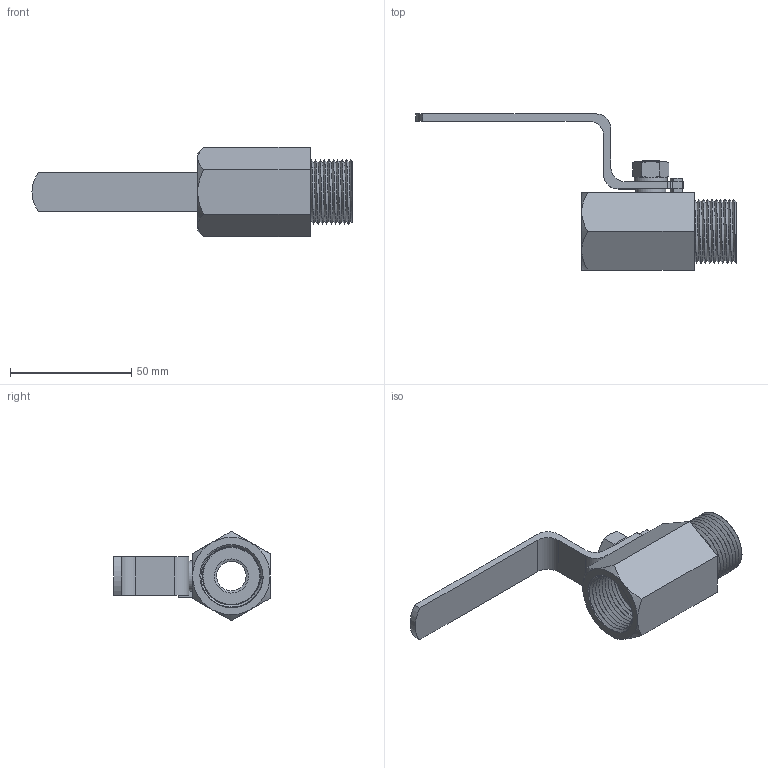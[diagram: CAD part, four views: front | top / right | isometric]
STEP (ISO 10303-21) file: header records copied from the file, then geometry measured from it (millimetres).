
FILE_DESCRIPTION(/* description */ ('Unknown'),/* implementation_level */ '2;1');
FILE_NAME(/* name */ 'R-594 DN20',/* time_stamp */ '2020-09-09T08:58:43+08:00',/* author */ ('Unknown'),/* organization */ ('Unknown'),/* preprocessor_version */ 'ST-DEVELOPER v16.7',/* originating_system */ 'DEX',/* authorisation */ $);
FILE_SCHEMA (('AUTOMOTIVE_DESIGN {1 0 10303 214 3 1 1}'));
Length unit declared in the file: millimetre
Products named in the file (2): R-594 DN20; 組合Ref
Assembly tree (1 placements, depth 2):
  R-594 DN20
    組合Ref
Bounding box: 132.21 x 64.5 x 36.95 mm (x, y, z)
Volume: 41619.4 mm3; surface area: 21932 mm2
Topology: 7 solids, 7 shells, 166 faces, 522 edges, 376 vertices
Faces by surface type: bspline 54, plane 53, cylinder 30, cone 29
Full cylindrical faces by diameter (mm): 8.2 x1, 8.5 x1, 12.2 x1, 12.5 x2, 13 x1, 13.7 x1, 18 x1, 22.5 x1
Entity records: 18040 total; most frequent: CARTESIAN_POINT 14131, ORIENTED_EDGE 1012, DIRECTION 518, EDGE_CURVE 506, VERTEX_POINT 375, AXIS2_PLACEMENT_3D 210, EDGE_LOOP 199, FACE_BOUND 199
